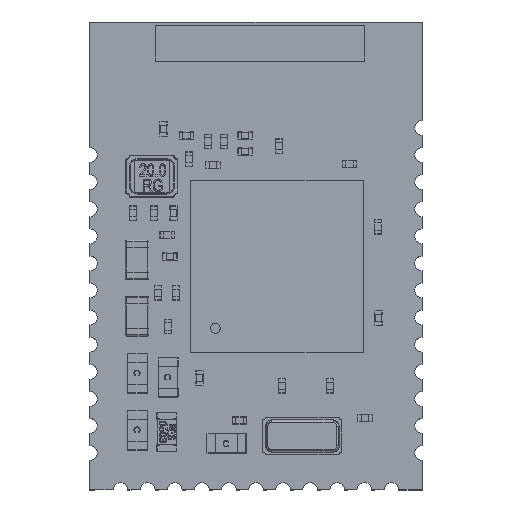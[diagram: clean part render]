
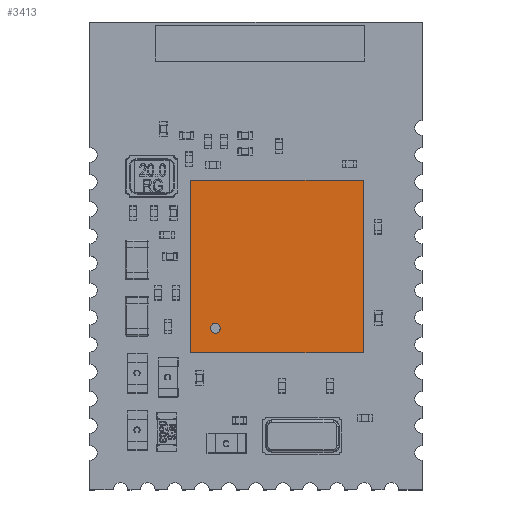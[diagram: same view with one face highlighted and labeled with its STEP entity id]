
A CAD part, top view. The second image highlights one B-rep face of the part: STEP entity #3413.
In plain terms, the highlighted face is planar.
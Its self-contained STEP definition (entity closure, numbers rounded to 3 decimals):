
#3267 = VERTEX_POINT('',#3268);
#3268 = CARTESIAN_POINT('',(2.7,2.5,-0.85));
#3273 = EDGE_CURVE('',#3267,#3267,#3274,.T.);
#3274 = CIRCLE('',#3275,0.2);
#3275 = AXIS2_PLACEMENT_3D('',#3276,#3277,#3278);
#3276 = CARTESIAN_POINT('',(2.5,2.5,-0.85));
#3277 = DIRECTION('',(0.,0.,1.));
#3278 = DIRECTION('',(1.,0.,-0.));
#3340 = VERTEX_POINT('',#3341);
#3341 = CARTESIAN_POINT('',(3.5,3.5,-0.85));
#3347 = EDGE_CURVE('',#3348,#3340,#3350,.T.);
#3348 = VERTEX_POINT('',#3349);
#3349 = CARTESIAN_POINT('',(-3.5,3.5,-0.85));
#3350 = LINE('',#3351,#3352);
#3351 = CARTESIAN_POINT('',(0.,3.5,-0.85));
#3352 = VECTOR('',#3353,1.);
#3353 = DIRECTION('',(1.,0.,0.));
#3371 = EDGE_CURVE('',#3348,#3372,#3374,.T.);
#3372 = VERTEX_POINT('',#3373);
#3373 = CARTESIAN_POINT('',(-3.5,-3.5,-0.85));
#3374 = LINE('',#3375,#3376);
#3375 = CARTESIAN_POINT('',(-3.5,0.,-0.85));
#3376 = VECTOR('',#3377,1.);
#3377 = DIRECTION('',(0.,-1.,0.));
#3395 = VERTEX_POINT('',#3396);
#3396 = CARTESIAN_POINT('',(3.5,-3.5,-0.85));
#3402 = EDGE_CURVE('',#3340,#3395,#3403,.T.);
#3403 = LINE('',#3404,#3405);
#3404 = CARTESIAN_POINT('',(3.5,0.,-0.85));
#3405 = VECTOR('',#3406,1.);
#3406 = DIRECTION('',(0.,-1.,0.));
#3413 = ADVANCED_FACE('',(#3414,#3417),#3428,.F.);
#3414 = FACE_BOUND('',#3415,.T.);
#3415 = EDGE_LOOP('',(#3416));
#3416 = ORIENTED_EDGE('',*,*,#3273,.T.);
#3417 = FACE_BOUND('',#3418,.T.);
#3418 = EDGE_LOOP('',(#3419,#3420,#3421,#3427));
#3419 = ORIENTED_EDGE('',*,*,#3347,.T.);
#3420 = ORIENTED_EDGE('',*,*,#3402,.T.);
#3421 = ORIENTED_EDGE('',*,*,#3422,.F.);
#3422 = EDGE_CURVE('',#3372,#3395,#3423,.T.);
#3423 = LINE('',#3424,#3425);
#3424 = CARTESIAN_POINT('',(0.,-3.5,-0.85));
#3425 = VECTOR('',#3426,1.);
#3426 = DIRECTION('',(1.,0.,0.));
#3427 = ORIENTED_EDGE('',*,*,#3371,.F.);
#3428 = PLANE('',#3429);
#3429 = AXIS2_PLACEMENT_3D('',#3430,#3431,#3432);
#3430 = CARTESIAN_POINT('',(0.,0.,-0.85));
#3431 = DIRECTION('',(0.,0.,1.));
#3432 = DIRECTION('',(1.,0.,-0.));
